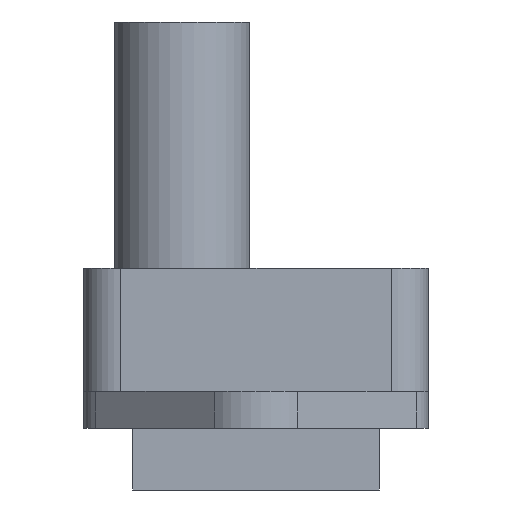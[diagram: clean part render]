
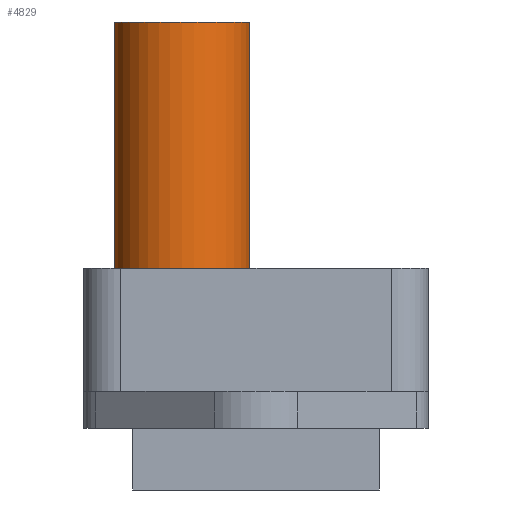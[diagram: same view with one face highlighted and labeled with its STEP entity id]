
A CAD part, left-side view. The second image highlights one B-rep face of the part: STEP entity #4829.
In plain terms, the highlighted cylindrical face has radius 5.5 mm (diameter 11 mm), a full revolution.
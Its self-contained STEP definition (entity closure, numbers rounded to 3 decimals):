
#120=CYLINDRICAL_SURFACE('',#5318,5.5);
#311=CIRCLE('',#5316,5.5);
#313=CIRCLE('',#5319,5.5);
#720=FACE_OUTER_BOUND('',#1129,.T.);
#1129=EDGE_LOOP('',(#4355,#4356,#4357,#4358));
#1580=LINE('',#8040,#2028);
#2028=VECTOR('',#6685,5.5);
#2453=VERTEX_POINT('',#8027);
#2458=VERTEX_POINT('',#8038);
#3088=EDGE_CURVE('',#2453,#2453,#311,.T.);
#3093=EDGE_CURVE('',#2458,#2458,#313,.T.);
#3094=EDGE_CURVE('',#2458,#2453,#1580,.T.);
#4355=ORIENTED_EDGE('',*,*,#3093,.F.);
#4356=ORIENTED_EDGE('',*,*,#3094,.T.);
#4357=ORIENTED_EDGE('',*,*,#3088,.T.);
#4358=ORIENTED_EDGE('',*,*,#3094,.F.);
#4829=ADVANCED_FACE('',(#720),#120,.T.);
#5316=AXIS2_PLACEMENT_3D('',#8028,#6674,#6675);
#5318=AXIS2_PLACEMENT_3D('',#8037,#6681,#6682);
#5319=AXIS2_PLACEMENT_3D('',#8039,#6683,#6684);
#6674=DIRECTION('center_axis',(0.,0.,1.));
#6675=DIRECTION('ref_axis',(1.,0.,0.));
#6681=DIRECTION('center_axis',(0.,0.,1.));
#6682=DIRECTION('ref_axis',(1.,0.,0.));
#6683=DIRECTION('center_axis',(0.,0.,1.));
#6684=DIRECTION('ref_axis',(1.,0.,0.));
#6685=DIRECTION('',(0.,0.,-1.));
#8027=CARTESIAN_POINT('',(-59.5,6.,13.));
#8028=CARTESIAN_POINT('Origin',(-54.,6.,13.));
#8037=CARTESIAN_POINT('Origin',(-54.,6.,13.));
#8038=CARTESIAN_POINT('',(-59.5,6.,33.));
#8039=CARTESIAN_POINT('Origin',(-54.,6.,33.));
#8040=CARTESIAN_POINT('',(-59.5,6.,13.));
